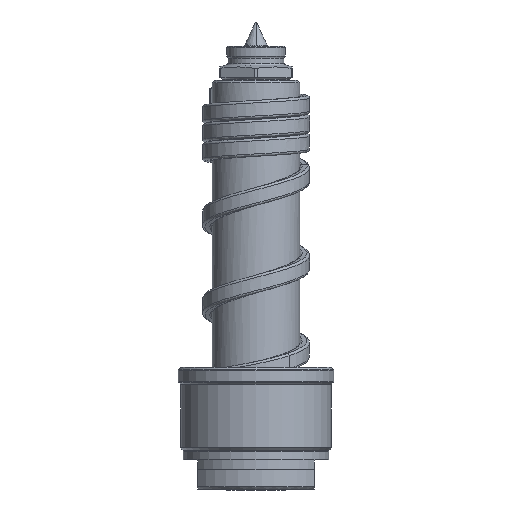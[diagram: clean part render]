
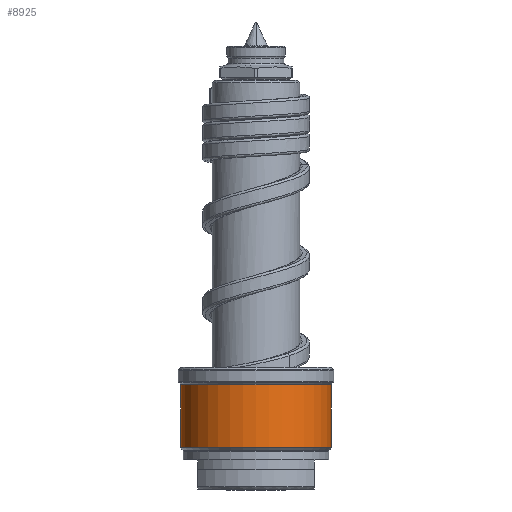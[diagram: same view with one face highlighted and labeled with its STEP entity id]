
A CAD part, front view. The second image highlights one B-rep face of the part: STEP entity #8925.
In plain terms, the highlighted cylindrical face has radius 15.5 mm (diameter 31 mm), a partial arc.
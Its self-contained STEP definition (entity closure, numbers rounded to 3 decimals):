
#1907=CARTESIAN_POINT('',(0.,0.,8.583));
#1908=DIRECTION('',(0.,0.,1.));
#1909=DIRECTION('',(-1.,0.,0.));
#1910=AXIS2_PLACEMENT_3D('',#1907,#1908,#1909);
#1912=DIRECTION('',(0.,0.,-1.));
#1913=VECTOR('',#1912,12.835);
#1914=CARTESIAN_POINT('',(-15.5,0.,21.417));
#1915=LINE('',#1914,#1913);
#1916=CARTESIAN_POINT('',(0.,0.,21.417));
#1917=DIRECTION('',(0.,0.,1.));
#1918=DIRECTION('',(-1.,0.,0.));
#1919=AXIS2_PLACEMENT_3D('',#1916,#1917,#1918);
#1921=DIRECTION('',(0.,0.,-1.));
#1922=VECTOR('',#1921,12.835);
#1923=CARTESIAN_POINT('',(15.5,0.,21.417));
#1924=LINE('',#1923,#1922);
#6383=CARTESIAN_POINT('',(15.5,0.,21.417));
#6384=CARTESIAN_POINT('',(-15.5,0.,21.417));
#6385=VERTEX_POINT('',#6383);
#6386=VERTEX_POINT('',#6384);
#6409=CARTESIAN_POINT('',(15.5,0.,8.583));
#6410=VERTEX_POINT('',#6409);
#6411=CARTESIAN_POINT('',(-15.5,0.,8.583));
#6412=VERTEX_POINT('',#6411);
#8913=CARTESIAN_POINT('',(0.,0.,7.15));
#8914=DIRECTION('',(0.,0.,1.));
#8915=DIRECTION('',(-1.,0.,0.));
#8916=AXIS2_PLACEMENT_3D('',#8913,#8914,#8915);
#8917=CYLINDRICAL_SURFACE('',#8916,15.5);
#8918=ORIENTED_EDGE('',*,*,#8885,.F.);
#8919=ORIENTED_EDGE('',*,*,#8903,.F.);
#8921=ORIENTED_EDGE('',*,*,#8920,.T.);
#8922=ORIENTED_EDGE('',*,*,#8899,.T.);
#8923=EDGE_LOOP('',(#8918,#8919,#8921,#8922));
#8924=FACE_OUTER_BOUND('',#8923,.F.);
#1911=CIRCLE('',#1910,15.5);
#1920=CIRCLE('',#1919,15.5);
#8885=EDGE_CURVE('',#6412,#6410,#1911,.T.);
#8899=EDGE_CURVE('',#6385,#6410,#1924,.T.);
#8903=EDGE_CURVE('',#6386,#6412,#1915,.T.);
#8920=EDGE_CURVE('',#6386,#6385,#1920,.T.);
#8925=ADVANCED_FACE('',(#8924),#8917,.T.);
